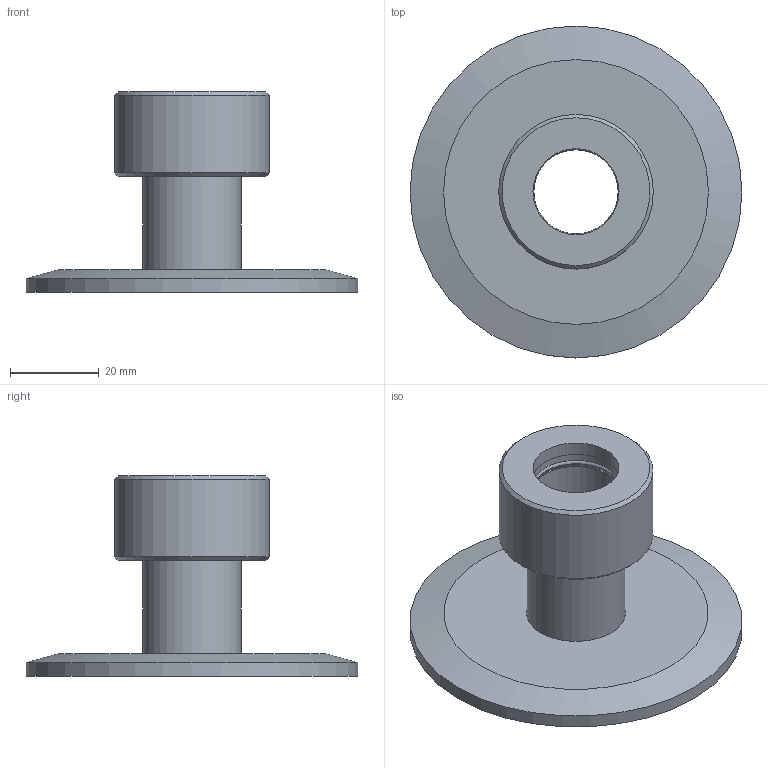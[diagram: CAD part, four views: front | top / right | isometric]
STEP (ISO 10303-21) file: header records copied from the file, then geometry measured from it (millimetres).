
FILE_DESCRIPTION(/* description */ (''),/* implementation_level */ '2;1');
FILE_NAME(/* name */ '1000018a.stp',/* time_stamp */ '2019-07-22T14:25:50-04:00',/* author */ ('Glen_C'),/* organization */ (''),/* preprocessor_version */ 'ST-DEVELOPER v16.13',/* originating_system */ 'Autodesk Inventor 2018',/* authorisation */ '');
FILE_SCHEMA (('AUTOMOTIVE_DESIGN { 1 0 10303 214 3 1 1 }'));
Length unit declared in the file: inch
Products named in the file (1): 1000018_S
Bounding box: 75.01 x 75.01 x 45.21 mm (x, y, z)
Volume: 32620.9 mm3; surface area: 19139.4 mm2
Topology: 1 solids, 4 shells, 42 faces, 74 edges, 48 vertices
Faces by surface type: plane 16, cylinder 16, cone 6, torus 4
Full cylindrical faces by diameter (mm): 19.05 x2, 19.431 x3, 22.225 x1, 22.352 x1, 23.8 x2, 28.067 x1, 28.194 x1, 28.778 x1, 34.925 x1, 47.422 x1, 52.197 x1, 75.006 x1
Entity records: 965 total; most frequent: DIRECTION 170, CARTESIAN_POINT 127, AXIS2_PLACEMENT_3D 85, EDGE_LOOP 84, ORIENTED_EDGE 84, STYLED_ITEM 43, FACE_BOUND 42, FACE_OUTER_BOUND 42
